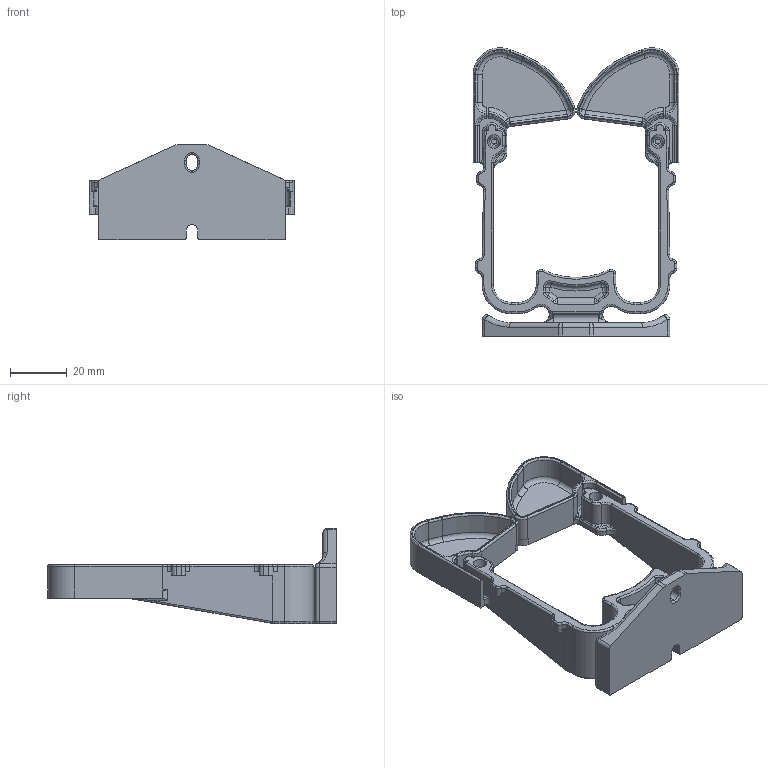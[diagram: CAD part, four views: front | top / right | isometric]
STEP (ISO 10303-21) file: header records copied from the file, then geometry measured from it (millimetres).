
FILE_DESCRIPTION(/* description */ (''),/* implementation_level */ '2;1');
FILE_NAME(/* name */ '10B015HK_00.stp',/* time_stamp */ '2016-06-07T13:37:20-04:00',/* author */ (''),/* organization */ (''),/* preprocessor_version */ 'ST-DEVELOPER v15',/* originating_system */ 'SIEMENS PLM Software NX 8.5',/* authorisation */ '');
FILE_SCHEMA (('AP203_CONFIGURATION_CONTROLLED_3D_DESIGN_OF_MECHANICAL_PARTS_AND_ASSEMBLIES_MIM_LF { 1 0 10303 403 2 1 2}'));
Length unit declared in the file: inch
Products named in the file (1): dfa7A84DB57emnj
Bounding box: 72.39 x 101.37 x 33.4 mm (x, y, z)
Volume: 32206.8 mm3; surface area: 22007 mm2
Topology: 1 solids, 1 shells, 531 faces, 1292 edges, 738 vertices
Faces by surface type: cylinder 227, torus 137, plane 101, bspline 48, sphere 16, cone 2
Entity records: 16451 total; most frequent: CARTESIAN_POINT 3988, DIRECTION 2831, ORIENTED_EDGE 2520, EDGE_CURVE 1260, AXIS2_PLACEMENT_3D 1171, VERTEX_POINT 736, CIRCLE 667, EDGE_LOOP 542
